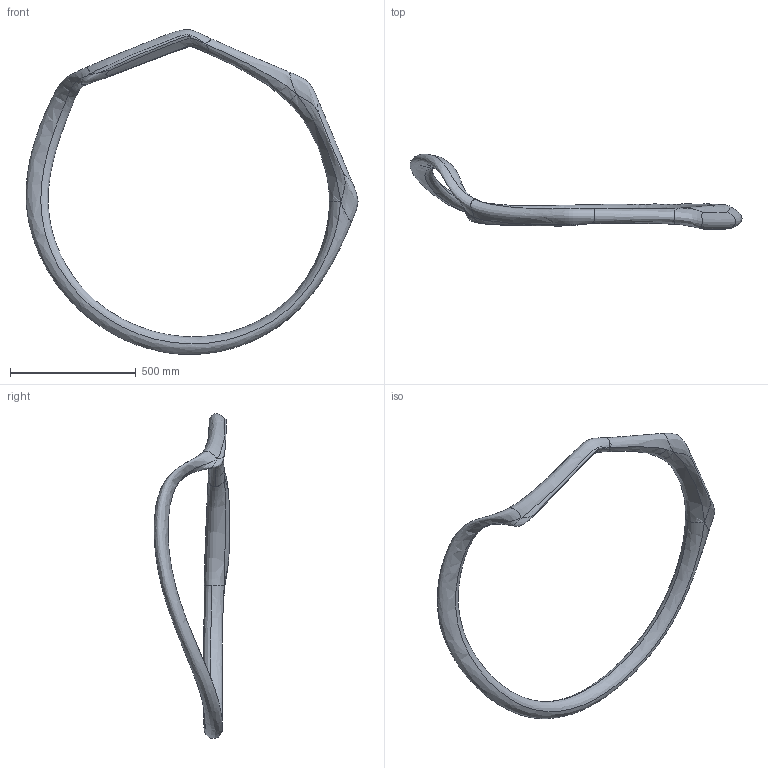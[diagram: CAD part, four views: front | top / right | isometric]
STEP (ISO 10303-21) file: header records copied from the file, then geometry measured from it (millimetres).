
FILE_DESCRIPTION(/* description */ (''),/* implementation_level */ '2;1');
FILE_NAME(/* name */ 'add384b0-05d3-11ec-b23c-02c1fc826105.step',/* time_stamp */ '2021-08-25T18:38:50+00:00',/* author */ (''),/* organization */ (''),/* preprocessor_version */ 'ST-DEVELOPER v18.1',/* originating_system */ 'Autodesk Translation Framework v10.6.0.1341',/* authorisation */ '');
FILE_SCHEMA (('AUTOMOTIVE_DESIGN { 1 0 10303 214 3 1 1 }'));
Length unit declared in the file: centimetre
Products named in the file (1): temp_body
Bounding box: 1319.95 x 301.05 x 1291.76 mm (x, y, z)
Volume: 14246716.6 mm3; surface area: 860473.6 mm2
Topology: 1 solids, 1 shells, 22 faces, 48 edges, 26 vertices
Faces by surface type: bspline 22
Entity records: 6985 total; most frequent: CARTESIAN_POINT 6702, ORIENTED_EDGE 96, EDGE_CURVE 48, VERTEX_POINT 26, FACE_OUTER_BOUND 22, EDGE_LOOP 22, ADVANCED_FACE 22, DERIVED_UNIT_ELEMENT 2
